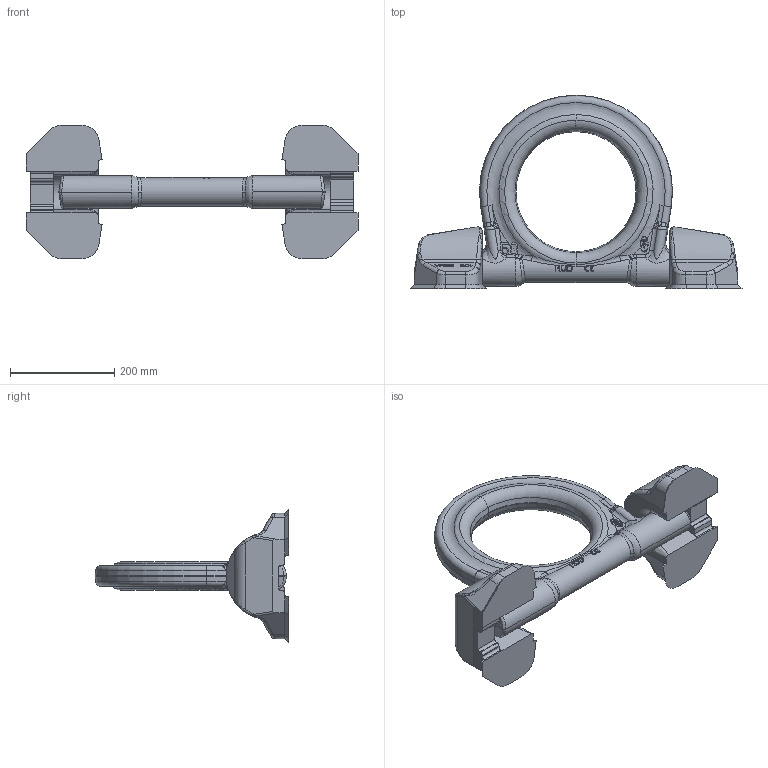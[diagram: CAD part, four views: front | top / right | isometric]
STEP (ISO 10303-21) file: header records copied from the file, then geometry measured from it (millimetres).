
FILE_DESCRIPTION((''),'2;1');
FILE_NAME('001-M09071-ZU1_ASM','2009-03-18T',('jakubetz'),('RAND'),'PRO/ENGINEER BY PARAMETRIC TECHNOLOGY CORPORATION, 2005030','PRO/ENGINEER BY PARAMETRIC TECHNOLOGY CORPORATION, 2005030','');
FILE_SCHEMA(('CONFIG_CONTROL_DESIGN'));
Length unit declared in the file: millimetre
Products named in the file (3): 001-M09071-RT4; 001-M31001-RT5; 001-M09071-ZU1_ASM
Assembly tree (3 placements, depth 2):
  001-M09071-ZU1_ASM
    001-M09071-RT4  x2
    001-M31001-RT5
Bounding box: 636 x 371 x 256 mm (x, y, z)
Volume: 7546599 mm3; surface area: 490588.8 mm2
Topology: 3 solids, 3 shells, 1194 faces, 3280 edges, 2120 vertices
Faces by surface type: plane 870, bspline 138, cylinder 93, extrusion 52, torus 23, cone 14, sphere 4
Entity records: 35604 total; most frequent: CARTESIAN_POINT 15145, ORIENTED_EDGE 4702, DIRECTION 3490, EDGE_CURVE 2351, VECTOR 1626, LINE 1574, VERTEX_POINT 1516, AXIS2_PLACEMENT_3D 932
